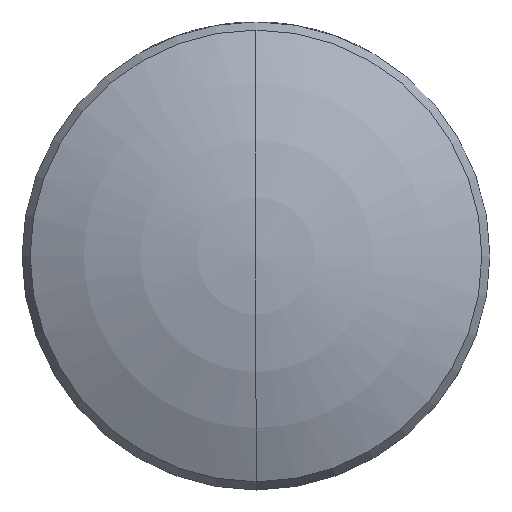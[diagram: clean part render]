
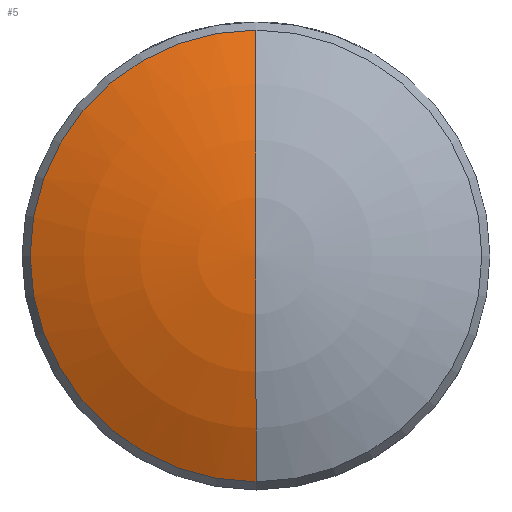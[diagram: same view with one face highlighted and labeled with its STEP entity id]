
A CAD part, top view. The second image highlights one B-rep face of the part: STEP entity #5.
In plain terms, the highlighted toroidal (fillet/blend) face has major radius 0.004 mm and minor radius 13.8 mm.
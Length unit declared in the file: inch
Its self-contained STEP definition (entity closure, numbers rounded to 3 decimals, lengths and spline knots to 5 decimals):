
#5 = ADVANCED_FACE ( 'NONE', ( #1789 ), #1060, .T. ) ;
#13 = EDGE_CURVE ( 'NONE', #733, #2366, #939, .T. ) ;
#103 = ORIENTED_EDGE ( 'NONE', *, *, #13, .T. ) ;
#149 = CARTESIAN_POINT ( 'NONE',  ( 0., 0.00017, -0.41142 ) ) ;
#157 = ORIENTED_EDGE ( 'NONE', *, *, #479, .T. ) ;
#479 = EDGE_CURVE ( 'NONE', #699, #733, #828, .T. ) ;
#517 = CARTESIAN_POINT ( 'NONE',  ( 0., -0.00017, -0.41142 ) ) ;
#591 = DIRECTION ( 'NONE',  ( 0., 1., 0. ) ) ;
#668 = EDGE_CURVE ( 'NONE', #699, #2366, #2778, .T. ) ;
#699 = VERTEX_POINT ( 'NONE', #1218 ) ;
#733 = VERTEX_POINT ( 'NONE', #1025 ) ;
#788 = CARTESIAN_POINT ( 'NONE',  ( 0., 0., -0.41142 ) ) ;
#828 = CIRCLE ( 'NONE', #1515, 0.54331 ) ;
#887 = AXIS2_PLACEMENT_3D ( 'NONE', #149, #1676, #591 ) ;
#893 = CARTESIAN_POINT ( 'NONE',  ( 0., -0.24135, 0.07526 ) ) ;
#936 = EDGE_LOOP ( 'NONE', ( #2539, #157, #103 ) ) ;
#939 = CIRCLE ( 'NONE', #1771, 0.24135 ) ;
#1025 = CARTESIAN_POINT ( 'NONE',  ( 0., 0.24135, 0.07526 ) ) ;
#1039 = DIRECTION ( 'NONE',  ( 0., 0., -1. ) ) ;
#1060 = TOROIDAL_SURFACE ( 'NONE', #1192, -0.00017, 0.54331 ) ;
#1163 = DIRECTION ( 'NONE',  ( -1., 0., 0. ) ) ;
#1192 = AXIS2_PLACEMENT_3D ( 'NONE', #788, #1039, #2756 ) ;
#1218 = CARTESIAN_POINT ( 'NONE',  ( 0., 0., 0.13189 ) ) ;
#1515 = AXIS2_PLACEMENT_3D ( 'NONE', #517, #1163, #2043 ) ;
#1676 = DIRECTION ( 'NONE',  ( 1., 0., 0. ) ) ;
#1771 = AXIS2_PLACEMENT_3D ( 'NONE', #2545, #2554, #2777 ) ;
#1789 = FACE_OUTER_BOUND ( 'NONE', #936, .T. ) ;
#2043 = DIRECTION ( 'NONE',  ( 0., 0., 1. ) ) ;
#2366 = VERTEX_POINT ( 'NONE', #893 ) ;
#2539 = ORIENTED_EDGE ( 'NONE', *, *, #668, .F. ) ;
#2545 = CARTESIAN_POINT ( 'NONE',  ( 0., 0., 0.07526 ) ) ;
#2554 = DIRECTION ( 'NONE',  ( 0., 0., 1. ) ) ;
#2756 = DIRECTION ( 'NONE',  ( 0., 1., 0. ) ) ;
#2777 = DIRECTION ( 'NONE',  ( 0., 1., 0. ) ) ;
#2778 = CIRCLE ( 'NONE', #887, 0.54331 ) ;
